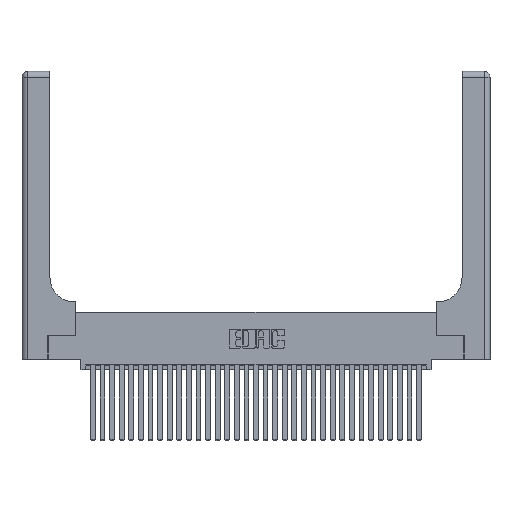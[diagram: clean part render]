
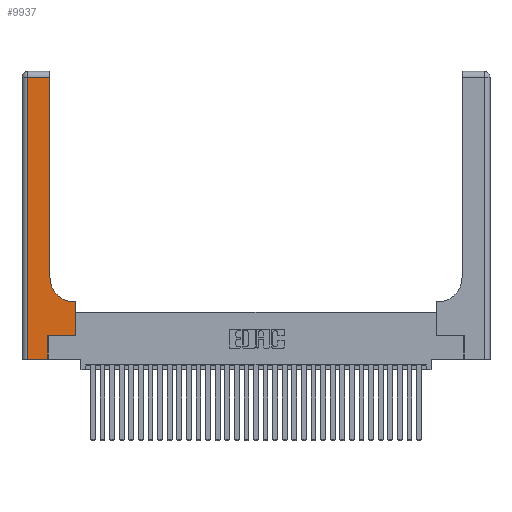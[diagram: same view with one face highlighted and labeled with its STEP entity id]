
A CAD part, top view. The second image highlights one B-rep face of the part: STEP entity #9937.
In plain terms, the highlighted planar face has unit normal (0, 0, 1).
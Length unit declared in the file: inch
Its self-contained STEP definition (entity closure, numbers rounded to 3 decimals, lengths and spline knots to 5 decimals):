
#204 = CARTESIAN_POINT ( 'NONE',  ( 0., 2.94, 0.37 ) ) ;
#666 = CARTESIAN_POINT ( 'NONE',  ( 0.5585, 0.25, 0.37 ) ) ;
#1134 = VERTEX_POINT ( 'NONE', #33089 ) ;
#1200 = DIRECTION ( 'NONE',  ( 0., -1., 0. ) ) ;
#1723 = AXIS2_PLACEMENT_3D ( 'NONE', #4730, #25474, #9983 ) ;
#2804 = EDGE_CURVE ( 'NONE', #1134, #29453, #31859, .T. ) ;
#4022 = VECTOR ( 'NONE', #4303, 39.37008 ) ;
#4240 = VERTEX_POINT ( 'NONE', #27080 ) ;
#4303 = DIRECTION ( 'NONE',  ( -1., 0., 0. ) ) ;
#4686 = ORIENTED_EDGE ( 'NONE', *, *, #28454, .T. ) ;
#4730 = CARTESIAN_POINT ( 'NONE',  ( 0., 3., 0.37 ) ) ;
#4893 = VECTOR ( 'NONE', #28009, 39.37008 ) ;
#5718 = LINE ( 'NONE', #33233, #4893 ) ;
#6574 = CARTESIAN_POINT ( 'NONE',  ( 0.269, 0., 0.37 ) ) ;
#6791 = LINE ( 'NONE', #8301, #19788 ) ;
#6951 = LINE ( 'NONE', #19354, #26838 ) ;
#7817 = EDGE_CURVE ( 'NONE', #20475, #20547, #10959, .T. ) ;
#8301 = CARTESIAN_POINT ( 'NONE',  ( 0.269, 0.25, 0.37 ) ) ;
#8348 = ORIENTED_EDGE ( 'NONE', *, *, #7817, .T. ) ;
#9188 = ORIENTED_EDGE ( 'NONE', *, *, #2804, .T. ) ;
#9528 = CARTESIAN_POINT ( 'NONE',  ( 0.269, 0.25, 0.37 ) ) ;
#9822 = LINE ( 'NONE', #14819, #29674 ) ;
#9937 = ADVANCED_FACE ( 'NONE', ( #29422 ), #22884, .F. ) ;
#9983 = DIRECTION ( 'NONE',  ( -1., 0., 0. ) ) ;
#10731 = CARTESIAN_POINT ( 'NONE',  ( 0.5415, 0.85, 0.37 ) ) ;
#10959 = LINE ( 'NONE', #25050, #4022 ) ;
#11289 = EDGE_CURVE ( 'NONE', #17324, #15306, #30516, .T. ) ;
#11546 = CARTESIAN_POINT ( 'NONE',  ( 0.5585, 0.6, 0.37 ) ) ;
#13137 = EDGE_CURVE ( 'NONE', #24710, #17324, #5718, .T. ) ;
#13335 = EDGE_CURVE ( 'NONE', #20547, #4240, #26789, .T. ) ;
#13357 = DIRECTION ( 'NONE',  ( 1., 0., 0. ) ) ;
#13699 = EDGE_LOOP ( 'NONE', ( #23144, #9188, #4686, #31778, #18275, #25248, #25916, #8348, #27056 ) ) ;
#13829 = VERTEX_POINT ( 'NONE', #666 ) ;
#14819 = CARTESIAN_POINT ( 'NONE',  ( 0.2915, 3., 0.37 ) ) ;
#15111 = CARTESIAN_POINT ( 'NONE',  ( 0.5585, 0.25, 0.37 ) ) ;
#15306 = VERTEX_POINT ( 'NONE', #9528 ) ;
#17086 = EDGE_CURVE ( 'NONE', #15306, #13829, #6791, .T. ) ;
#17324 = VERTEX_POINT ( 'NONE', #6574 ) ;
#17690 = DIRECTION ( 'NONE',  ( 0., 1., 0. ) ) ;
#17834 = CARTESIAN_POINT ( 'NONE',  ( 0.269, 0., 0.37 ) ) ;
#18136 = CARTESIAN_POINT ( 'NONE',  ( 0.06, 2.94, 0.37 ) ) ;
#18275 = ORIENTED_EDGE ( 'NONE', *, *, #11289, .T. ) ;
#18343 = DIRECTION ( 'NONE',  ( -1., 0., 0. ) ) ;
#19354 = CARTESIAN_POINT ( 'NONE',  ( 0.06, 3., 0.37 ) ) ;
#19788 = VECTOR ( 'NONE', #26421, 39.37008 ) ;
#19889 = DIRECTION ( 'NONE',  ( 0., 1., 0. ) ) ;
#20475 = VERTEX_POINT ( 'NONE', #11546 ) ;
#20547 = VERTEX_POINT ( 'NONE', #22290 ) ;
#22290 = CARTESIAN_POINT ( 'NONE',  ( 0.5415, 0.6, 0.37 ) ) ;
#22884 = PLANE ( 'NONE',  #1723 ) ;
#22899 = VECTOR ( 'NONE', #17690, 39.37008 ) ;
#23144 = ORIENTED_EDGE ( 'NONE', *, *, #28603, .T. ) ;
#24126 = EDGE_CURVE ( 'NONE', #13829, #20475, #30588, .T. ) ;
#24710 = VERTEX_POINT ( 'NONE', #28060 ) ;
#24977 = VECTOR ( 'NONE', #18343, 39.37008 ) ;
#25050 = CARTESIAN_POINT ( 'NONE',  ( 0.2915, 0.6, 0.37 ) ) ;
#25248 = ORIENTED_EDGE ( 'NONE', *, *, #17086, .T. ) ;
#25474 = DIRECTION ( 'NONE',  ( 0., 0., -1. ) ) ;
#25637 = DIRECTION ( 'NONE',  ( 0., 1., 0. ) ) ;
#25916 = ORIENTED_EDGE ( 'NONE', *, *, #24126, .T. ) ;
#26421 = DIRECTION ( 'NONE',  ( 1., 0., 0. ) ) ;
#26789 = CIRCLE ( 'NONE', #33031, 0.25 ) ;
#26838 = VECTOR ( 'NONE', #1200, 39.37008 ) ;
#27056 = ORIENTED_EDGE ( 'NONE', *, *, #13335, .T. ) ;
#27080 = CARTESIAN_POINT ( 'NONE',  ( 0.2915, 0.85, 0.37 ) ) ;
#28009 = DIRECTION ( 'NONE',  ( 1., 0., 0. ) ) ;
#28060 = CARTESIAN_POINT ( 'NONE',  ( 0.06, 0., 0.37 ) ) ;
#28454 = EDGE_CURVE ( 'NONE', #29453, #24710, #6951, .T. ) ;
#28603 = EDGE_CURVE ( 'NONE', #4240, #1134, #9822, .T. ) ;
#28812 = DIRECTION ( 'NONE',  ( 0., 0., -1. ) ) ;
#29422 = FACE_OUTER_BOUND ( 'NONE', #13699, .T. ) ;
#29453 = VERTEX_POINT ( 'NONE', #18136 ) ;
#29674 = VECTOR ( 'NONE', #19889, 39.37008 ) ;
#30516 = LINE ( 'NONE', #17834, #31333 ) ;
#30588 = LINE ( 'NONE', #15111, #22899 ) ;
#31333 = VECTOR ( 'NONE', #25637, 39.37008 ) ;
#31778 = ORIENTED_EDGE ( 'NONE', *, *, #13137, .T. ) ;
#31859 = LINE ( 'NONE', #204, #24977 ) ;
#33031 = AXIS2_PLACEMENT_3D ( 'NONE', #10731, #28812, #13357 ) ;
#33089 = CARTESIAN_POINT ( 'NONE',  ( 0.2915, 2.94, 0.37 ) ) ;
#33233 = CARTESIAN_POINT ( 'NONE',  ( 0., 0., 0.37 ) ) ;
